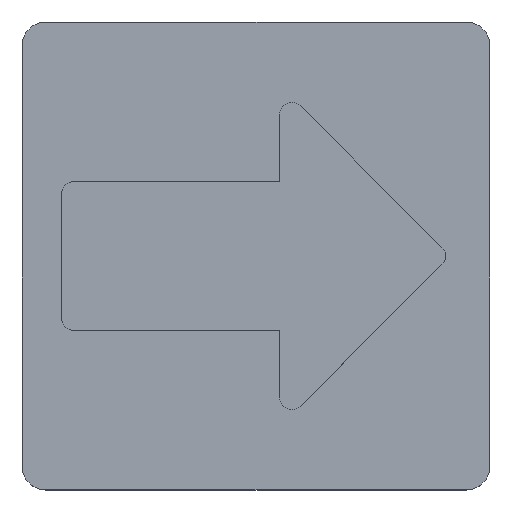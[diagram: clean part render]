
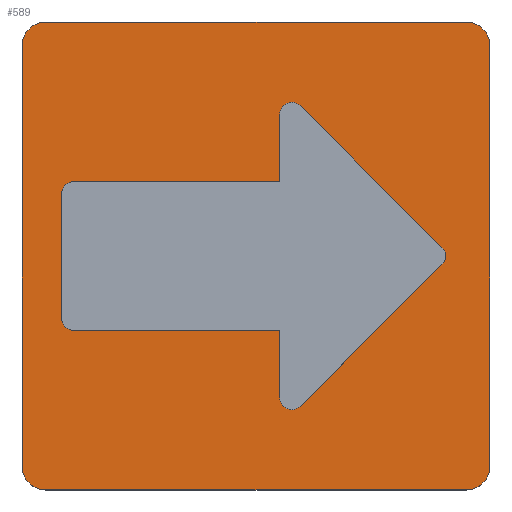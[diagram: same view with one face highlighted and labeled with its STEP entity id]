
A CAD part, top view. The second image highlights one B-rep face of the part: STEP entity #589.
In plain terms, the highlighted planar face has unit normal (0, 0, 1).
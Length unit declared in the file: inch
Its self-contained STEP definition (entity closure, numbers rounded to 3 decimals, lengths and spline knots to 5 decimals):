
#52=FACE_OUTER_BOUND('',#88,.T.);
#88=EDGE_LOOP('',(#460,#461,#462,#463,#464,#465,#466,#467));
#140=LINE('',#976,#190);
#141=LINE('',#980,#191);
#142=LINE('',#984,#192);
#143=LINE('',#987,#193);
#190=VECTOR('',#784,0.3937);
#191=VECTOR('',#787,0.3937);
#192=VECTOR('',#790,0.3937);
#193=VECTOR('',#793,0.3937);
#224=CIRCLE('',#659,0.06);
#225=CIRCLE('',#660,0.06);
#226=CIRCLE('',#661,0.06);
#227=CIRCLE('',#662,0.06);
#272=VERTEX_POINT('',#972);
#273=VERTEX_POINT('',#973);
#274=VERTEX_POINT('',#975);
#275=VERTEX_POINT('',#977);
#276=VERTEX_POINT('',#979);
#277=VERTEX_POINT('',#981);
#278=VERTEX_POINT('',#983);
#279=VERTEX_POINT('',#985);
#340=EDGE_CURVE('',#272,#273,#224,.T.);
#341=EDGE_CURVE('',#272,#274,#140,.T.);
#342=EDGE_CURVE('',#275,#274,#225,.T.);
#343=EDGE_CURVE('',#275,#276,#141,.T.);
#344=EDGE_CURVE('',#277,#276,#226,.T.);
#345=EDGE_CURVE('',#277,#278,#142,.T.);
#346=EDGE_CURVE('',#279,#278,#227,.T.);
#347=EDGE_CURVE('',#279,#273,#143,.T.);
#460=ORIENTED_EDGE('',*,*,#340,.F.);
#461=ORIENTED_EDGE('',*,*,#341,.T.);
#462=ORIENTED_EDGE('',*,*,#342,.F.);
#463=ORIENTED_EDGE('',*,*,#343,.T.);
#464=ORIENTED_EDGE('',*,*,#344,.F.);
#465=ORIENTED_EDGE('',*,*,#345,.T.);
#466=ORIENTED_EDGE('',*,*,#346,.F.);
#467=ORIENTED_EDGE('',*,*,#347,.T.);
#565=PLANE('',#658);
#589=ADVANCED_FACE('',(#52),#565,.F.);
#658=AXIS2_PLACEMENT_3D('',#971,#780,#781);
#659=AXIS2_PLACEMENT_3D('',#974,#782,#783);
#660=AXIS2_PLACEMENT_3D('',#978,#785,#786);
#661=AXIS2_PLACEMENT_3D('',#982,#788,#789);
#662=AXIS2_PLACEMENT_3D('',#986,#791,#792);
#780=DIRECTION('center_axis',(0.,0.,-1.));
#781=DIRECTION('ref_axis',(-1.,0.,0.));
#782=DIRECTION('center_axis',(0.,0.,-1.));
#783=DIRECTION('ref_axis',(-0.707,-0.707,0.));
#784=DIRECTION('',(1.,0.,0.));
#785=DIRECTION('center_axis',(0.,0.,-1.));
#786=DIRECTION('ref_axis',(0.707,-0.707,0.));
#787=DIRECTION('',(0.,1.,0.));
#788=DIRECTION('center_axis',(0.,0.,-1.));
#789=DIRECTION('ref_axis',(0.707,0.707,0.));
#790=DIRECTION('',(-1.,0.,0.));
#791=DIRECTION('center_axis',(0.,0.,-1.));
#792=DIRECTION('ref_axis',(-0.707,0.707,0.));
#793=DIRECTION('',(0.,-1.,0.));
#971=CARTESIAN_POINT('Origin',(0.,0.,0.06));
#972=CARTESIAN_POINT('',(-0.53055,-0.59055,0.06));
#973=CARTESIAN_POINT('',(-0.59055,-0.53055,0.06));
#974=CARTESIAN_POINT('Origin',(-0.53055,-0.53055,0.06));
#975=CARTESIAN_POINT('',(0.53055,-0.59055,0.06));
#976=CARTESIAN_POINT('',(-0.59055,-0.59055,0.06));
#977=CARTESIAN_POINT('',(0.59055,-0.53055,0.06));
#978=CARTESIAN_POINT('Origin',(0.53055,-0.53055,0.06));
#979=CARTESIAN_POINT('',(0.59055,0.53055,0.06));
#980=CARTESIAN_POINT('',(0.59055,-0.59055,0.06));
#981=CARTESIAN_POINT('',(0.53055,0.59055,0.06));
#982=CARTESIAN_POINT('Origin',(0.53055,0.53055,0.06));
#983=CARTESIAN_POINT('',(-0.53055,0.59055,0.06));
#984=CARTESIAN_POINT('',(0.59055,0.59055,0.06));
#985=CARTESIAN_POINT('',(-0.59055,0.53055,0.06));
#986=CARTESIAN_POINT('Origin',(-0.53055,0.53055,0.06));
#987=CARTESIAN_POINT('',(-0.59055,0.59055,0.06));
